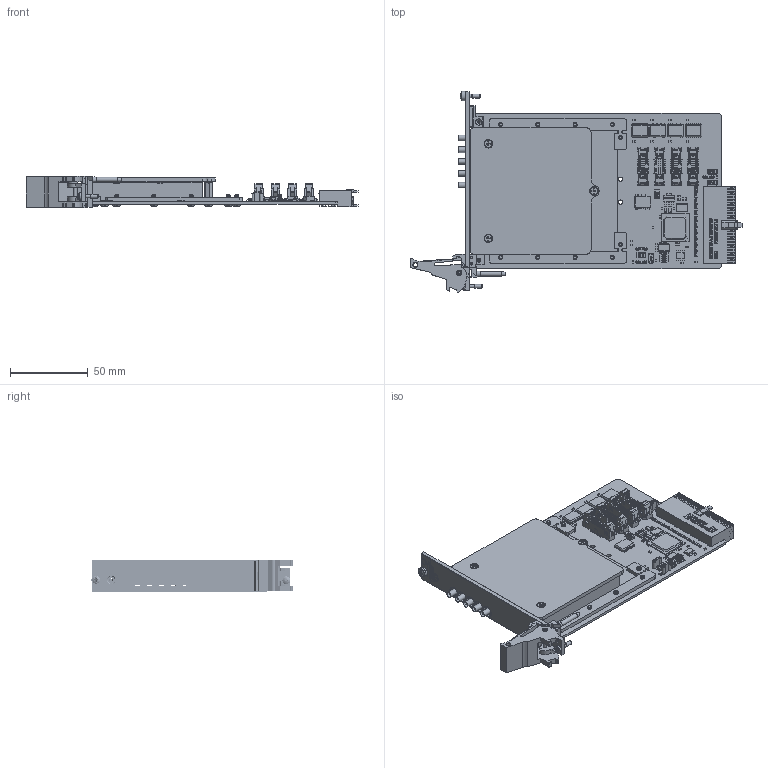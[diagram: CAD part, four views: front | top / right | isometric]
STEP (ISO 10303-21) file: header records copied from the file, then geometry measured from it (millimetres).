
FILE_DESCRIPTION (( 'STEP AP214' ), '1' );
FILE_NAME ('40-872-001 PXI 1 SLT 5xSMB 4CH 50Ohm MUX.STEP', '2013-09-12T13:23:27', ( 'admin' ), ( '' ), 'SwSTEP 2.0', 'SolidWorks 2012', '' );
FILE_SCHEMA (( 'AUTOMOTIVE_DESIGN' ));
Length unit declared in the file: millimetre
Products named in the file (1): 40-872-001 PXI 1 SLT 5xSMB 4CH 50Ohm MUX
Bounding box: 214.01 x 129.67 x 20 mm (x, y, z)
Surface area: 82572.1 mm2 (no closed solid volume)
Topology: 0 solids, 651 shells, 3971 faces, 17940 edges, 13954 vertices
Faces by surface type: plane 3075, cylinder 702, cone 101, torus 59, bspline 26, sphere 8
Full cylindrical faces by diameter (mm): 0.2 x1, 0.38 x5, 0.6 x110, 0.762 x57, 0.8 x4, 1.496 x2, 1.524 x8, 2 x6, 2.05 x1, 2.45 x7, 2.5 x4, 2.6 x1, 2.7 x3, 2.8 x1, 3 x3, 3.5 x5, 3.65 x5, 3.665 x1, 4.35 x1, 4.5 x5, 4.7 x4, 4.85 x13, 5 x5, 5.3 x1, 5.9 x1, 6 x1, 6.75 x5, 6.8 x3, 7.15 x5
Entity records: 230587 total; most frequent: CARTESIAN_POINT 47932, DIRECTION 27438, ORIENTED_EDGE 23563, EDGE_CURVE 17402, VERTEX_POINT 13812, LINE 13480, VECTOR 13480, AXIS2_PLACEMENT_3D 6979
